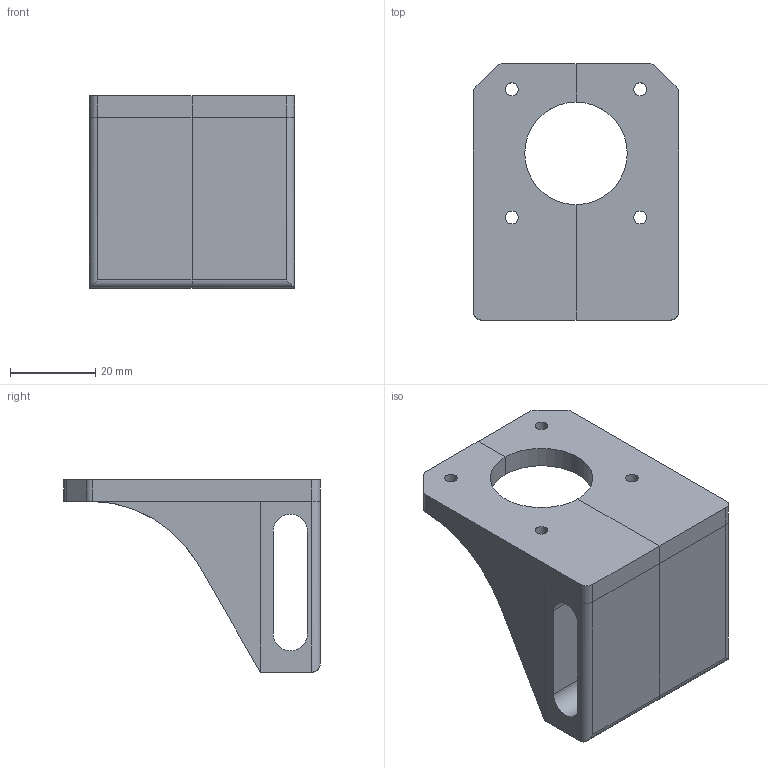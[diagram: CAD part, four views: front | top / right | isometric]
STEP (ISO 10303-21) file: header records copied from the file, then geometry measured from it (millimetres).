
FILE_DESCRIPTION(('FreeCAD Model'),'2;1');
FILE_NAME( 'NEMAMount.step', '2015-03-23T16:03:26',('FreeCAD'),('FreeCAD'), 'Open CASCADE STEP processor 6.5','FreeCAD','Unknown');
FILE_SCHEMA(('AUTOMOTIVE_DESIGN_CC2 { 1 2 10303 214 -1 1 5 4 }'));
Length unit declared in the file: millimetre
Products named in the file (1): NEMAMount
Bounding box: 48 x 60 x 45 mm (x, y, z)
Volume: 29997.1 mm3; surface area: 16110.7 mm2
Topology: 1 solids, 1 shells, 54 faces, 140 edges, 86 vertices
Faces by surface type: plane 30, cylinder 24
Full cylindrical faces by diameter (mm): 3 x4
Entity records: 3665 total; most frequent: CARTESIAN_POINT 817, DIRECTION 540, LINE 321, VECTOR 321, ORIENTED_EDGE 280, PCURVE 280, DEFINITIONAL_REPRESENTATION 280, EDGE_CURVE 140
